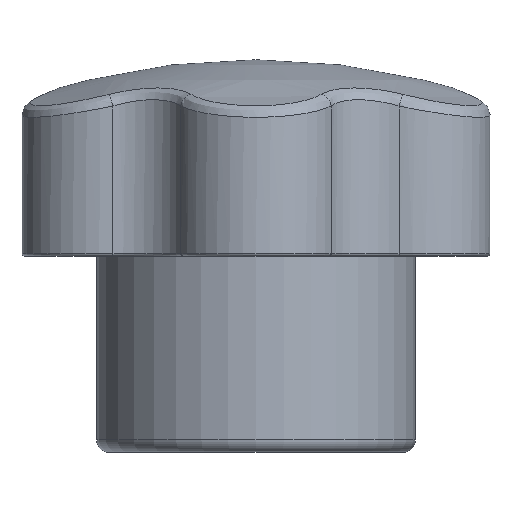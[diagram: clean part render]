
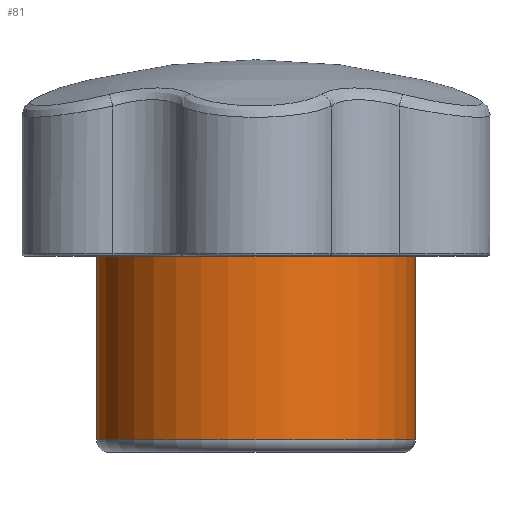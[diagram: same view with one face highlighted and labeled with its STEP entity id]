
A CAD part, left-side view. The second image highlights one B-rep face of the part: STEP entity #81.
In plain terms, the highlighted cylindrical face has radius 6.5 mm (diameter 13 mm), a full revolution.
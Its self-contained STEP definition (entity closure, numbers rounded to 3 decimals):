
#81 = ADVANCED_FACE( '', ( #195, #196 ), #197, .T. );
#195 = FACE_OUTER_BOUND( '', #777, .T. );
#196 = FACE_OUTER_BOUND( '', #778, .T. );
#197 = CYLINDRICAL_SURFACE( '', #779, 6.5 );
#777 = EDGE_LOOP( '', ( #2991 ) );
#778 = EDGE_LOOP( '', ( #2992 ) );
#779 = AXIS2_PLACEMENT_3D( '', #2993, #2994, #2995 );
#2991 = ORIENTED_EDGE( '', *, *, #3309, .T. );
#2992 = ORIENTED_EDGE( '', *, *, #3310, .T. );
#2993 = CARTESIAN_POINT( '', ( 0., 0., 54. ) );
#2994 = DIRECTION( '', ( 0., 0., 1. ) );
#2995 = DIRECTION( '', ( -1., 0., 0. ) );
#3309 = EDGE_CURVE( '', #3468, #3468, #3469, .T. );
#3310 = EDGE_CURVE( '', #3470, #3470, #3471, .T. );
#3468 = VERTEX_POINT( '', #3864 );
#3469 = CIRCLE( '', #3865, 6.5 );
#3470 = VERTEX_POINT( '', #3866 );
#3471 = CIRCLE( '', #3867, 6.5 );
#3864 = CARTESIAN_POINT( '', ( 6.5, 0., 0.5 ) );
#3865 = AXIS2_PLACEMENT_3D( '', #5043, #5044, #5045 );
#3866 = CARTESIAN_POINT( '', ( -6.5, 0., 8. ) );
#3867 = AXIS2_PLACEMENT_3D( '', #5046, #5047, #5048 );
#5043 = CARTESIAN_POINT( '', ( 0., 0., 0.5 ) );
#5044 = DIRECTION( '', ( 0., 0., 1. ) );
#5045 = DIRECTION( '', ( 1., 0., 0. ) );
#5046 = CARTESIAN_POINT( '', ( 0., 0., 8. ) );
#5047 = DIRECTION( '', ( 0., 0., -1. ) );
#5048 = DIRECTION( '', ( -1., 0., 0. ) );
